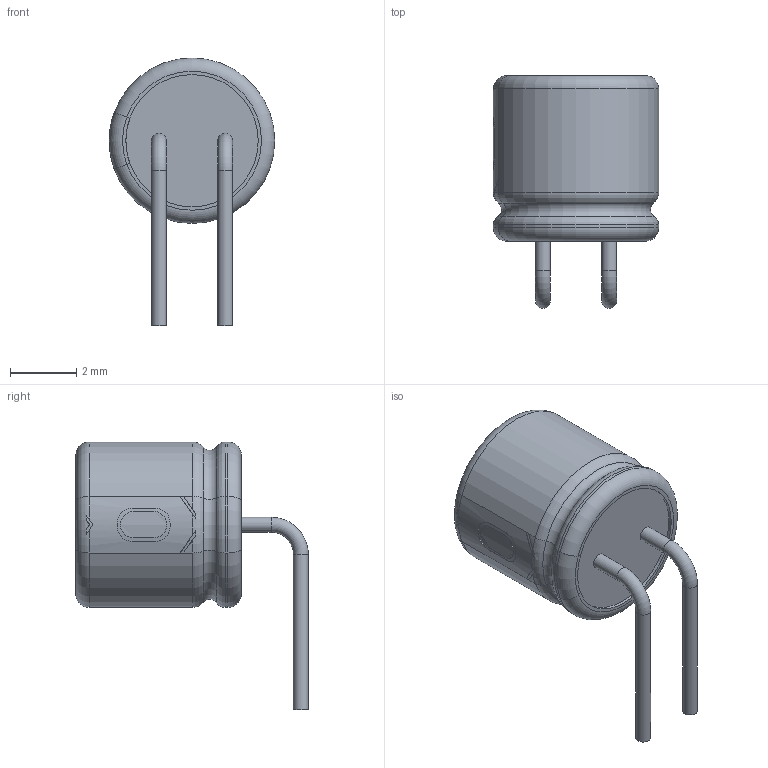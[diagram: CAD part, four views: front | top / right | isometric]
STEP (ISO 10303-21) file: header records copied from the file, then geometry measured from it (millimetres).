
FILE_DESCRIPTION(('STEP AP214'), '1');
FILE_NAME('El_Cap_RA', '', ('UNSPECIFIED'), ('UNSPECIFIED'), 'ASCON STEP Converter 1.6', 'ASCON Math Kernel', '');
FILE_SCHEMA(('AUTOMOTIVE_DESIGN { 1 0 10303 214 3 1 1}'));
Length unit declared in the file: millimetre
Bounding box: 5 x 7.03 x 8.1 mm (x, y, z)
Volume: 95.2 mm3; surface area: 137.1 mm2
Topology: 1 solids, 1 shells, 81 faces, 218 edges, 144 vertices
Faces by surface type: plane 43, cylinder 26, torus 12
Full cylindrical faces by diameter (mm): 0.45 x4, 4 x2
Entity records: 3415 total; most frequent: CARTESIAN_POINT 763, ORIENTED_EDGE 420, DIRECTION 398, EDGE_CURVE 210, AXIS2_PLACEMENT_3D 150, VERTEX_POINT 144, LINE 98, VECTOR 98
